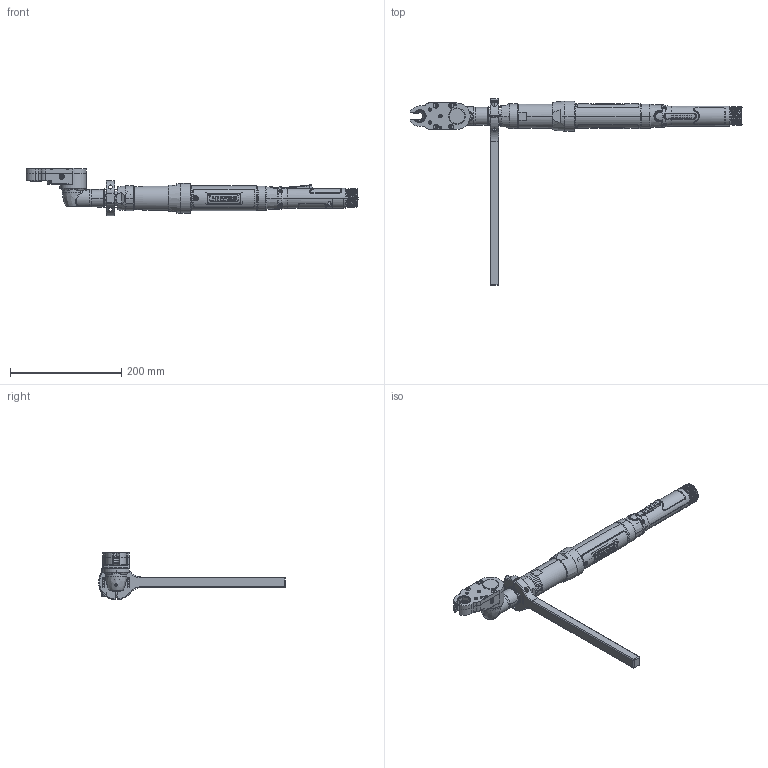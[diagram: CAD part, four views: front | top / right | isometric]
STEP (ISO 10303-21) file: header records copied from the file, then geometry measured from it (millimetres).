
FILE_DESCRIPTION((''),'2;1');
FILE_NAME('EB34LT23-41','2012-01-30T',('MAM0508'),(''),'PRO/ENGINEER BY PARAMETRIC TECHNOLOGY CORPORATION, 2010430','PRO/ENGINEER BY PARAMETRIC TECHNOLOGY CORPORATION, 2010430','');
FILE_SCHEMA(('CONFIG_CONTROL_DESIGN'));
Products named in the file (1): EB34LT23-41
Bounding box: 598.02 x 336.55 x 86.12 mm (x, y, z)
Surface area: 185613.7 mm2 (no closed solid volume)
Topology: 0 solids, 265 shells, 834 faces, 4440 edges, 3792 vertices
Faces by surface type: cylinder 309, plane 206, bspline 147, cone 86, torus 65, extrusion 19, sphere 2
Entity records: 68588 total; most frequent: CARTESIAN_POINT 38357, ORIENTED_EDGE 5437, DIRECTION 5146, EDGE_CURVE 4438, VERTEX_POINT 3792, AXIS2_PLACEMENT_3D 1782, B_SPLINE_CURVE_WITH_KNOTS 1780, VECTOR 1582
